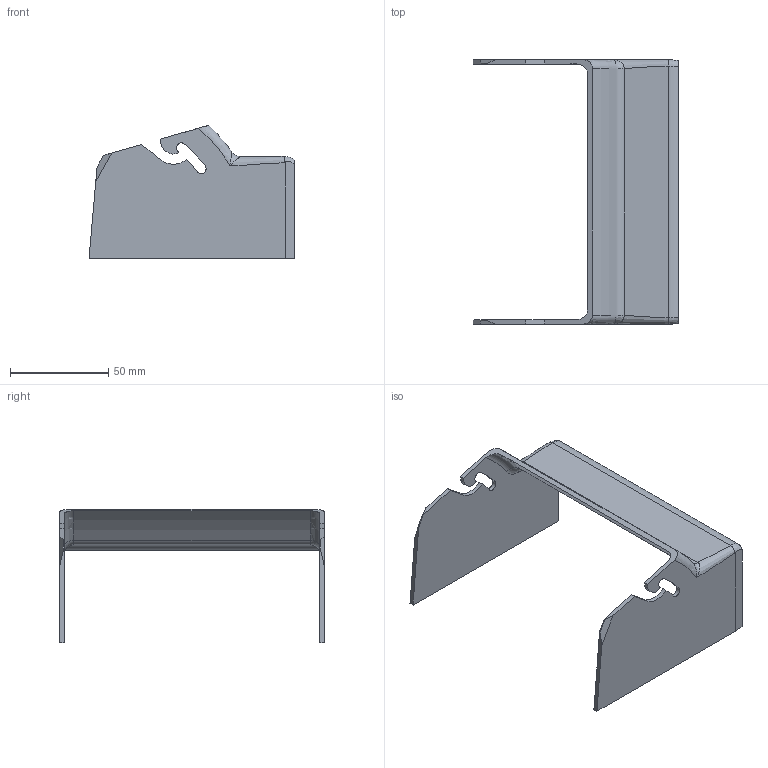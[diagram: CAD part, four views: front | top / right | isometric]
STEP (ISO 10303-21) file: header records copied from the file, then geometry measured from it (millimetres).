
FILE_DESCRIPTION(('CATIA V5 STEP Exchange','CAx-IF Rec.Pracs.--- Model Styling and Organization---1.4--- 2014-01-23'),'2;1');
FILE_NAME('638041_D000005_A-MOD-10.stp','2020-01-03T09:59:10+00:00',('none'),('none'),'CATIA Version 5-6 Release 2017 SP3','CATIA V5 STEP AP214','none');
FILE_SCHEMA(('AUTOMOTIVE_DESIGN { 1 0 10303 214 1 1 1 1 }'));
Length unit declared in the file: millimetre
Products named in the file (1): 638041_D000005_A-MOD-10
Bounding box: 105 x 134.8 x 67.96 mm (x, y, z)
Volume: 40463.4 mm3; surface area: 38400.8 mm2
Topology: 1 solids, 1 shells, 64 faces, 176 edges, 112 vertices
Faces by surface type: plane 26, cylinder 24, bspline 8, torus 6
Entity records: 3087 total; most frequent: CARTESIAN_POINT 1604, ORIENTED_EDGE 348, DIRECTION 220, EDGE_CURVE 174, VERTEX_POINT 112, AXIS2_PLACEMENT_3D 94, VECTOR 86, LINE 86
